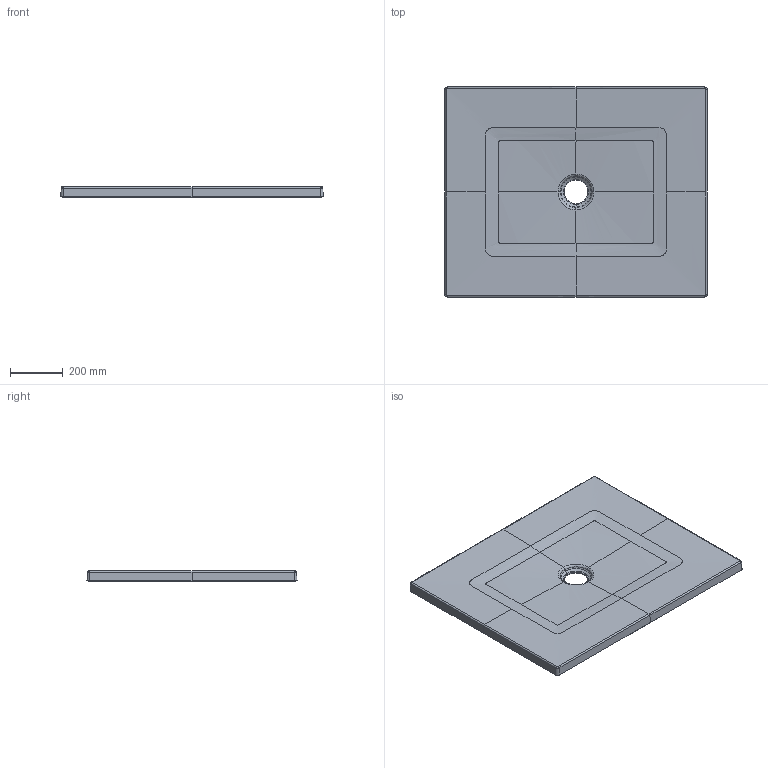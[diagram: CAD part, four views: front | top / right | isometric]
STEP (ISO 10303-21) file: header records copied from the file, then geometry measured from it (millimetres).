
FILE_DESCRIPTION(/* description */ (''),/* implementation_level */ '2;1');
FILE_NAME(/* name */ 'Infinity_R6229J3_DW_1000_800_40_RP.stp',/* time_stamp */ '2021-11-30T12:12:42+01:00',/* author */ (''),/* organization */ (''),/* preprocessor_version */ 'ST-DEVELOPER v18.1',/* originating_system */ 'SIEMENS PLM Software NX 1973',/* authorisation */ '');
FILE_SCHEMA (('AUTOMOTIVE_DESIGN { 1 0 10303 214 3 1 1 1 }'));
Products named in the file (1): rupp0D901CD3dcfb
Bounding box: 999.77 x 800 x 39.94 mm (x, y, z)
Surface area: 1948658.5 mm2 (no closed solid volume)
Topology: 0 solids, 1 shells, 2424 faces, 5868 edges, 3306 vertices
Faces by surface type: bspline 1628, sphere 234, cylinder 205, plane 164, cone 97, torus 94, revolution 2
Full cylindrical faces by diameter (mm): 12 x2, 25 x1, 26.272 x1
Entity records: 113151 total; most frequent: CARTESIAN_POINT 70244, ORIENTED_EDGE 11220, DIRECTION 5720, EDGE_CURVE 5610, B_SPLINE_CURVE_WITH_KNOTS 3328, VERTEX_POINT 3224, AXIS2_PLACEMENT_3D 2653, EDGE_LOOP 2442
